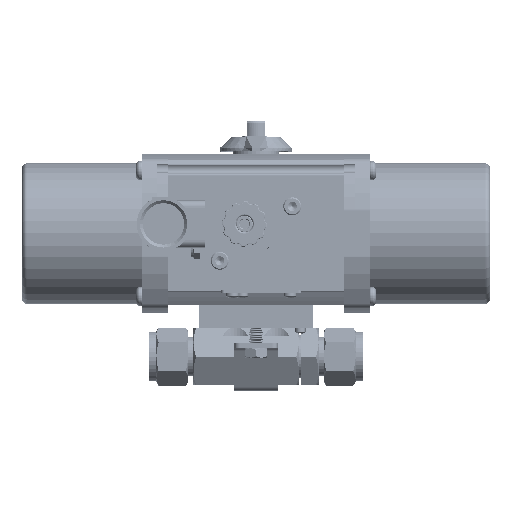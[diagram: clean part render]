
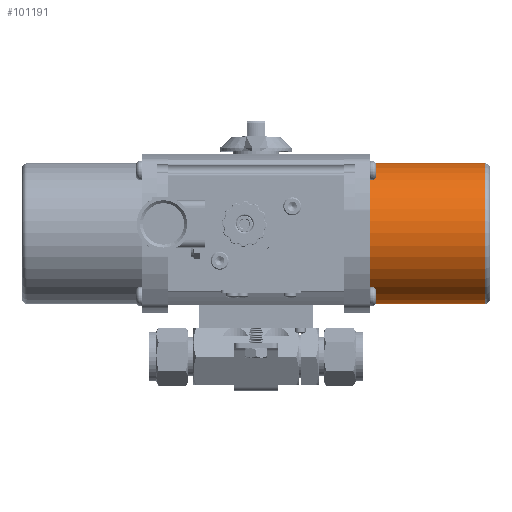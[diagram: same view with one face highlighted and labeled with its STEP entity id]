
A CAD part, top view. The second image highlights one B-rep face of the part: STEP entity #101191.
In plain terms, the highlighted cylindrical face has radius 30.963 mm (diameter 61.925 mm), a partial arc.
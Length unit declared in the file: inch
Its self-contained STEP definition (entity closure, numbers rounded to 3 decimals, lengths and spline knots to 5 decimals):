
#3405 = VERTEX_POINT ( 'NONE', #47602 ) ;
#7889 = AXIS2_PLACEMENT_3D ( 'NONE', #108014, #178285, #92783 ) ;
#22554 = EDGE_CURVE ( 'NONE', #104118, #64201, #94152, .T. ) ;
#29409 = CYLINDRICAL_SURFACE ( 'NONE', #7889, 1.219 ) ;
#31377 = AXIS2_PLACEMENT_3D ( 'NONE', #155860, #65276, #171087 ) ;
#38965 = EDGE_LOOP ( 'NONE', ( #158242, #73788, #83246, #151647 ) ) ;
#46317 = CARTESIAN_POINT ( 'NONE',  ( 1.7145, 0.917, 0. ) ) ;
#47602 = CARTESIAN_POINT ( 'NONE',  ( 1.8575, 3.355, 0. ) ) ;
#55020 = LINE ( 'NONE', #46317, #135498 ) ;
#56799 = EDGE_CURVE ( 'NONE', #104118, #63798, #55020, .T. ) ;
#63798 = VERTEX_POINT ( 'NONE', #67005 ) ;
#64201 = VERTEX_POINT ( 'NONE', #93861 ) ;
#65276 = DIRECTION ( 'NONE',  ( 1., 0., 0. ) ) ;
#67005 = CARTESIAN_POINT ( 'NONE',  ( 1.8575, 0.917, 0. ) ) ;
#73788 = ORIENTED_EDGE ( 'NONE', *, *, #22554, .T. ) ;
#74542 = CARTESIAN_POINT ( 'NONE',  ( 3.9725, 2.136, 0. ) ) ;
#78772 = EDGE_CURVE ( 'NONE', #3405, #63798, #108305, .T. ) ;
#83246 = ORIENTED_EDGE ( 'NONE', *, *, #150467, .T. ) ;
#83961 = CARTESIAN_POINT ( 'NONE',  ( 1.7145, 3.355, 0. ) ) ;
#87371 = LINE ( 'NONE', #83961, #118118 ) ;
#89677 = DIRECTION ( 'NONE',  ( 0., -1., 0. ) ) ;
#92405 = AXIS2_PLACEMENT_3D ( 'NONE', #74542, #180368, #89677 ) ;
#92783 = DIRECTION ( 'NONE',  ( 0., 1., 0. ) ) ;
#93861 = CARTESIAN_POINT ( 'NONE',  ( 3.9725, 3.355, 0. ) ) ;
#94152 = CIRCLE ( 'NONE', #92405, 1.219 ) ;
#99141 = DIRECTION ( 'NONE',  ( -1., 0., 0. ) ) ;
#101191 = ADVANCED_FACE ( 'NONE', ( #190315 ), #29409, .T. ) ;
#104118 = VERTEX_POINT ( 'NONE', #192606 ) ;
#108014 = CARTESIAN_POINT ( 'NONE',  ( 1.7145, 2.136, 0. ) ) ;
#108305 = CIRCLE ( 'NONE', #31377, 1.219 ) ;
#118118 = VECTOR ( 'NONE', #99141, 39.37008 ) ;
#135498 = VECTOR ( 'NONE', #136938, 39.37008 ) ;
#136938 = DIRECTION ( 'NONE',  ( -1., 0., 0. ) ) ;
#150467 = EDGE_CURVE ( 'NONE', #64201, #3405, #87371, .T. ) ;
#151647 = ORIENTED_EDGE ( 'NONE', *, *, #78772, .T. ) ;
#155860 = CARTESIAN_POINT ( 'NONE',  ( 1.8575, 2.136, 0. ) ) ;
#158242 = ORIENTED_EDGE ( 'NONE', *, *, #56799, .F. ) ;
#171087 = DIRECTION ( 'NONE',  ( 0., -1., 0. ) ) ;
#178285 = DIRECTION ( 'NONE',  ( -1., 0., 0. ) ) ;
#180368 = DIRECTION ( 'NONE',  ( -1., 0., 0. ) ) ;
#190315 = FACE_OUTER_BOUND ( 'NONE', #38965, .T. ) ;
#192606 = CARTESIAN_POINT ( 'NONE',  ( 3.9725, 0.917, 0. ) ) ;
